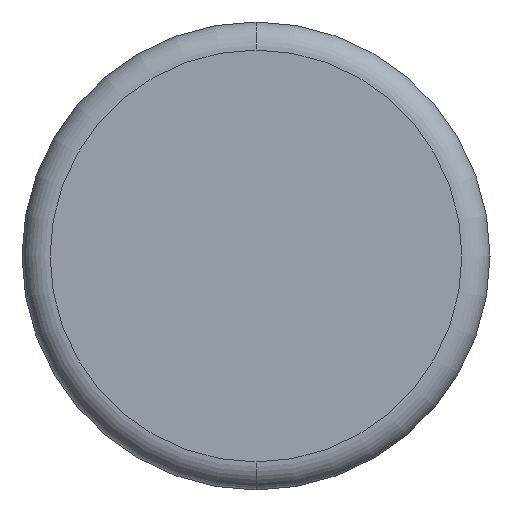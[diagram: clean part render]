
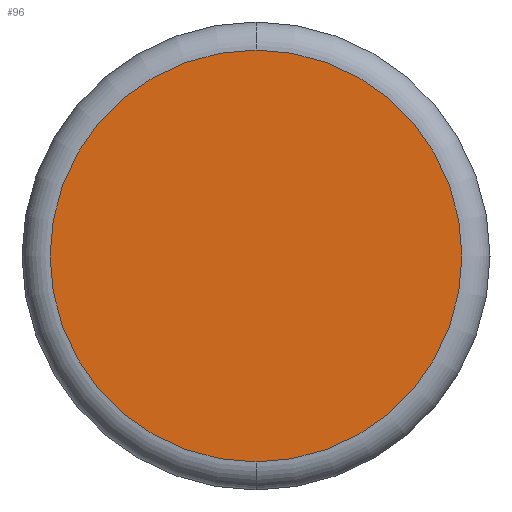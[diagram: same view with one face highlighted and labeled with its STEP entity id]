
A CAD part, front view. The second image highlights one B-rep face of the part: STEP entity #96.
In plain terms, the highlighted planar face has unit normal (0, -1, 0).
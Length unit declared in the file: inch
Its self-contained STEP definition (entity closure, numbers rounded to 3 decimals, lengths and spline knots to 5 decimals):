
#34 = CARTESIAN_POINT ( 'NONE',  ( 0., 0., -0.22 ) ) ;
#91 = AXIS2_PLACEMENT_3D ( 'NONE', #161, #120, #301 ) ;
#95 = FACE_OUTER_BOUND ( 'NONE', #401, .T. ) ;
#96 = ADVANCED_FACE ( 'NONE', ( #95 ), #436, .T. ) ;
#103 = DIRECTION ( 'NONE',  ( 0., -1., 0. ) ) ;
#109 = CIRCLE ( 'NONE', #422, 0.22 ) ;
#120 = DIRECTION ( 'NONE',  ( 0., -1., 0. ) ) ;
#121 = DIRECTION ( 'NONE',  ( 0., 0., -1. ) ) ;
#130 = VERTEX_POINT ( 'NONE', #34 ) ;
#161 = CARTESIAN_POINT ( 'NONE',  ( 0., 0., 0. ) ) ;
#218 = VERTEX_POINT ( 'NONE', #249 ) ;
#230 = DIRECTION ( 'NONE',  ( 0., 0., -1. ) ) ;
#247 = DIRECTION ( 'NONE',  ( 0., -1., 0. ) ) ;
#249 = CARTESIAN_POINT ( 'NONE',  ( 0., 0., 0.22 ) ) ;
#263 = CIRCLE ( 'NONE', #453, 0.22 ) ;
#301 = DIRECTION ( 'NONE',  ( 0., 0., -1. ) ) ;
#338 = ORIENTED_EDGE ( 'NONE', *, *, #492, .T. ) ;
#370 = CARTESIAN_POINT ( 'NONE',  ( 0., 0., 0. ) ) ;
#372 = EDGE_CURVE ( 'NONE', #130, #218, #109, .T. ) ;
#401 = EDGE_LOOP ( 'NONE', ( #533, #338 ) ) ;
#422 = AXIS2_PLACEMENT_3D ( 'NONE', #370, #103, #230 ) ;
#436 = PLANE ( 'NONE',  #91 ) ;
#439 = CARTESIAN_POINT ( 'NONE',  ( 0., 0., 0. ) ) ;
#453 = AXIS2_PLACEMENT_3D ( 'NONE', #439, #247, #121 ) ;
#492 = EDGE_CURVE ( 'NONE', #218, #130, #263, .T. ) ;
#533 = ORIENTED_EDGE ( 'NONE', *, *, #372, .T. ) ;
